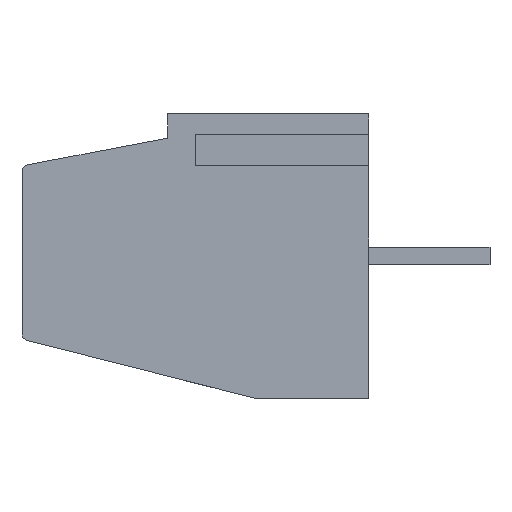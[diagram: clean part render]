
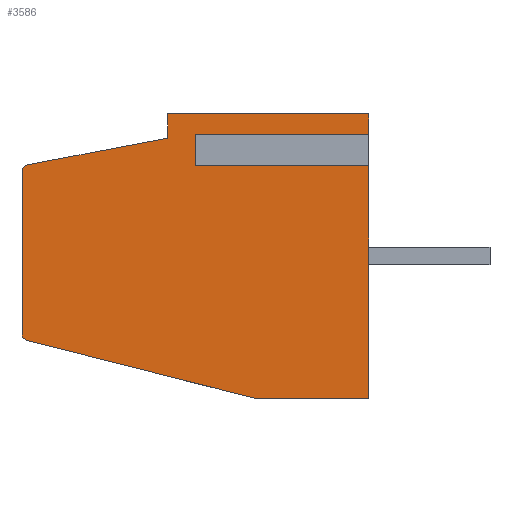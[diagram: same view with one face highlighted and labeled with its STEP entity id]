
A CAD part, left-side view. The second image highlights one B-rep face of the part: STEP entity #3586.
In plain terms, the highlighted planar face has unit normal (-1, 0, 0).
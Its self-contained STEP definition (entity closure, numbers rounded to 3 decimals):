
#1286=CARTESIAN_POINT('',(-7.5,4.8,-1.666));
#1287=DIRECTION('',(-1.,0.,0.));
#1288=DIRECTION('',(0.,0.187,0.982));
#1289=AXIS2_PLACEMENT_3D('',#1286,#1287,#1288);
#1291=DIRECTION('',(0.,0.982,-0.187));
#1292=VECTOR('',#1291,4.11);
#1293=CARTESIAN_POINT('',(-7.5,0.8,-0.7));
#1294=LINE('',#1293,#1292);
#1295=DIRECTION('',(0.,0.,-1.));
#1296=VECTOR('',#1295,0.7);
#1297=CARTESIAN_POINT('',(-7.5,0.8,0.));
#1298=LINE('',#1297,#1296);
#1299=DIRECTION('',(0.,1.,0.));
#1300=VECTOR('',#1299,5.8);
#1301=CARTESIAN_POINT('',(-7.5,-5.,0.));
#1302=LINE('',#1301,#1300);
#1303=DIRECTION('',(0.,0.,1.));
#1304=VECTOR('',#1303,0.8);
#1305=CARTESIAN_POINT('',(-7.5,-5.,-0.8));
#1306=LINE('',#1305,#1304);
#1307=DIRECTION('',(0.,1.,0.));
#1308=VECTOR('',#1307,5.);
#1309=CARTESIAN_POINT('',(-7.5,-5.,-0.8));
#1310=LINE('',#1309,#1308);
#1311=DIRECTION('',(0.,0.,1.));
#1312=VECTOR('',#1311,0.5);
#1313=CARTESIAN_POINT('',(-7.5,0.,-1.3));
#1314=LINE('',#1313,#1312);
#1315=DIRECTION('',(0.,1.,0.));
#1316=VECTOR('',#1315,5.);
#1317=CARTESIAN_POINT('',(-7.5,-5.,-1.3));
#1318=LINE('',#1317,#1316);
#1319=DIRECTION('',(0.,0.,1.));
#1320=VECTOR('',#1319,6.9);
#1321=CARTESIAN_POINT('',(-7.5,-5.,-8.2));
#1322=LINE('',#1321,#1320);
#1323=DIRECTION('',(0.,-1.,0.));
#1324=VECTOR('',#1323,3.3);
#1325=CARTESIAN_POINT('',(-7.5,-1.7,-8.2));
#1326=LINE('',#1325,#1324);
#1327=DIRECTION('',(0.,-0.969,-0.246));
#1328=VECTOR('',#1327,6.757);
#1329=CARTESIAN_POINT('',(-7.5,4.849,-6.538));
#1330=LINE('',#1329,#1328);
#1331=CARTESIAN_POINT('',(-7.5,4.8,-6.344));
#1332=DIRECTION('',(-1.,0.,0.));
#1333=DIRECTION('',(0.,1.,0.));
#1334=AXIS2_PLACEMENT_3D('',#1331,#1332,#1333);
#1336=DIRECTION('',(0.,0.,-1.));
#1337=VECTOR('',#1336,4.679);
#1338=CARTESIAN_POINT('',(-7.5,5.,-1.666));
#1339=LINE('',#1338,#1337);
#1606=CARTESIAN_POINT('',(-7.5,-5.,0.));
#1607=CARTESIAN_POINT('',(-7.5,0.8,0.));
#1608=VERTEX_POINT('',#1606);
#1609=VERTEX_POINT('',#1607);
#1610=CARTESIAN_POINT('',(-7.5,0.8,-0.7));
#1611=VERTEX_POINT('',#1610);
#1612=CARTESIAN_POINT('',(-7.5,-1.7,-8.2));
#1613=CARTESIAN_POINT('',(-7.5,-5.,-8.2));
#1614=VERTEX_POINT('',#1612);
#1615=VERTEX_POINT('',#1613);
#1704=CARTESIAN_POINT('',(-7.5,-5.,-0.8));
#1705=VERTEX_POINT('',#1704);
#1706=CARTESIAN_POINT('',(-7.5,-5.,-1.3));
#1707=VERTEX_POINT('',#1706);
#1708=CARTESIAN_POINT('',(-7.5,0.,-0.8));
#1709=VERTEX_POINT('',#1708);
#1710=CARTESIAN_POINT('',(-7.5,0.,-1.3));
#1711=VERTEX_POINT('',#1710);
#1748=CARTESIAN_POINT('',(-7.5,4.837,-1.469));
#1749=VERTEX_POINT('',#1748);
#1750=CARTESIAN_POINT('',(-7.5,5.,-1.666));
#1751=VERTEX_POINT('',#1750);
#1756=CARTESIAN_POINT('',(-7.5,5.,-6.344));
#1757=VERTEX_POINT('',#1756);
#1758=CARTESIAN_POINT('',(-7.5,4.849,-6.538));
#1759=VERTEX_POINT('',#1758);
#3563=CARTESIAN_POINT('',(-7.5,0.,0.));
#3564=DIRECTION('',(-1.,0.,0.));
#3565=DIRECTION('',(0.,0.,1.));
#3566=AXIS2_PLACEMENT_3D('',#3563,#3564,#3565);
#3567=PLANE('',#3566);
#3568=ORIENTED_EDGE('',*,*,#2042,.F.);
#3569=ORIENTED_EDGE('',*,*,#2058,.F.);
#3570=ORIENTED_EDGE('',*,*,#2071,.F.);
#3571=ORIENTED_EDGE('',*,*,#2106,.F.);
#3572=ORIENTED_EDGE('',*,*,#2472,.F.);
#3574=ORIENTED_EDGE('',*,*,#3573,.T.);
#3576=ORIENTED_EDGE('',*,*,#3575,.F.);
#3578=ORIENTED_EDGE('',*,*,#3577,.F.);
#3579=ORIENTED_EDGE('',*,*,#2464,.F.);
#3580=ORIENTED_EDGE('',*,*,#2587,.F.);
#3581=ORIENTED_EDGE('',*,*,#2693,.F.);
#3582=ORIENTED_EDGE('',*,*,#2726,.F.);
#3583=ORIENTED_EDGE('',*,*,#2738,.F.);
#3584=EDGE_LOOP('',(#3568,#3569,#3570,#3571,#3572,#3574,#3576,#3578,#3579,#3580,
#3581,#3582,#3583));
#3585=FACE_OUTER_BOUND('',#3584,.F.);
#1290=CIRCLE('',#1289,0.2);
#1335=CIRCLE('',#1334,0.2);
#2042=EDGE_CURVE('',#1749,#1751,#1290,.T.);
#2058=EDGE_CURVE('',#1611,#1749,#1294,.T.);
#2071=EDGE_CURVE('',#1609,#1611,#1298,.T.);
#2106=EDGE_CURVE('',#1608,#1609,#1302,.T.);
#2464=EDGE_CURVE('',#1615,#1707,#1322,.T.);
#2472=EDGE_CURVE('',#1705,#1608,#1306,.T.);
#2587=EDGE_CURVE('',#1614,#1615,#1326,.T.);
#2693=EDGE_CURVE('',#1759,#1614,#1330,.T.);
#2726=EDGE_CURVE('',#1757,#1759,#1335,.T.);
#2738=EDGE_CURVE('',#1751,#1757,#1339,.T.);
#3573=EDGE_CURVE('',#1705,#1709,#1310,.T.);
#3575=EDGE_CURVE('',#1711,#1709,#1314,.T.);
#3577=EDGE_CURVE('',#1707,#1711,#1318,.T.);
#3586=ADVANCED_FACE('',(#3585),#3567,.T.);
